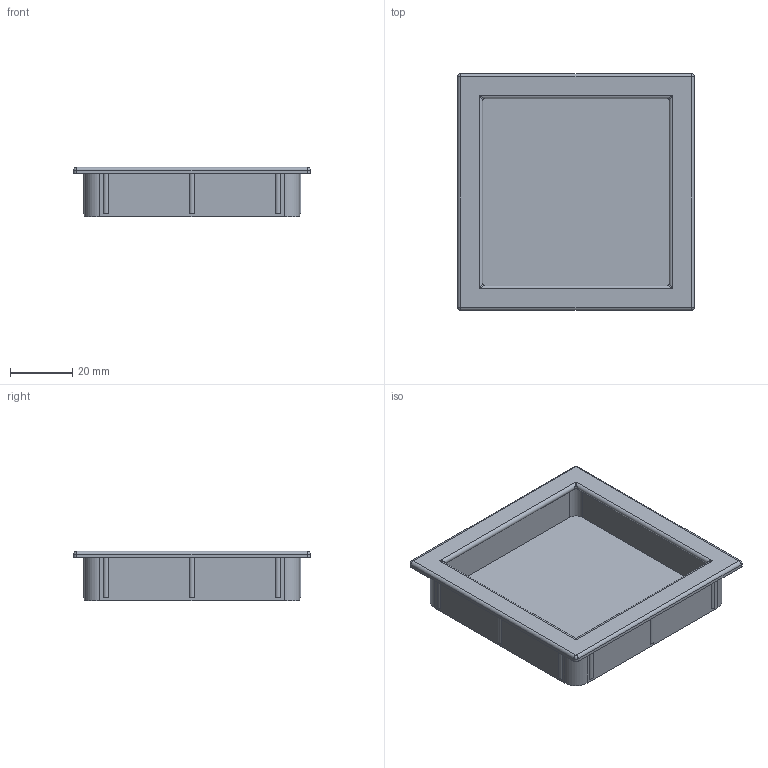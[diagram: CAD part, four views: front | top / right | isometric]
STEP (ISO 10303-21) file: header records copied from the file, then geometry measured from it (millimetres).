
FILE_DESCRIPTION(('Creo Elements/Direct Modeling STEP Export'),'2;1');
FILE_NAME('2152-76.stp','2024-06-04T 9:31:46',(''),(''),'Creo Elements/Direct Modeling STEP processor for AP214 (Solid Model)','Creo Elements/Direct Modeling 20.0 12-Nov-2016 (C) Parametric Technology GmbH','');
FILE_SCHEMA(('AUTOMOTIVE_DESIGN { 1 0 10303 214 1 1 1 1 }'));
Length unit declared in the file: millimetre
Products named in the file (3): Boden; Muschel.1.1.1; Muschelgriff.1
Assembly tree (2 placements, depth 2):
  Muschelgriff.1
    Muschel.1.1.1
    Boden
Bounding box: 76 x 76 x 16 mm (x, y, z)
Volume: 15544.6 mm3; surface area: 21698.6 mm2
Topology: 2 solids, 2 shells, 87 faces, 232 edges, 140 vertices
Faces by surface type: cylinder 40, plane 39, sphere 4, bspline 4
Entity records: 5433 total; most frequent: CARTESIAN_POINT 3260, DIRECTION 446, ORIENTED_EDGE 440, EDGE_CURVE 220, AXIS2_PLACEMENT_3D 158, VERTEX_POINT 140, VECTOR 130, LINE 130
